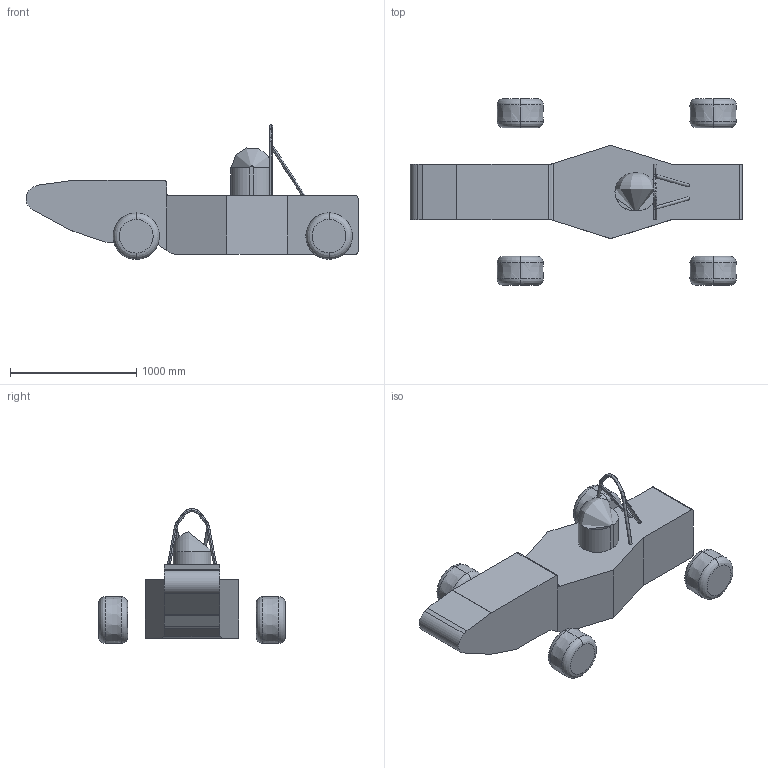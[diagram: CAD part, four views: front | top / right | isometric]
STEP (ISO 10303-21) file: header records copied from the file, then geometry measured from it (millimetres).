
FILE_DESCRIPTION(('CATIA V5 STEP Exchange'),'2;1');
FILE_NAME('StructuralChassis.stp','2022-04-23T11:40:49+00:00',('none'),('none'),'CATIA Version 5 Release 21 GA (IN-10)','CATIA V5 STEP AP203','none');
FILE_SCHEMA(('CONFIG_CONTROL_DESIGN'));
Length unit declared in the file: millimetre
Products named in the file (1): Part1.1
Bounding box: 2633.39 x 1480 x 1068.23 mm (x, y, z)
Volume: 694019251.7 mm3; surface area: 7399975.8 mm2
Topology: 5 solids, 5 shells, 120 faces, 297 edges, 189 vertices
Faces by surface type: bspline 58, plane 35, extrusion 14, cylinder 12, revolution 1
Entity records: 12302 total; most frequent: CARTESIAN_POINT 9981, ORIENTED_EDGE 584, EDGE_CURVE 292, DIRECTION 219, B_SPLINE_CURVE_WITH_KNOTS 190, VERTEX_POINT 181, EDGE_LOOP 125, ADVANCED_FACE 120
